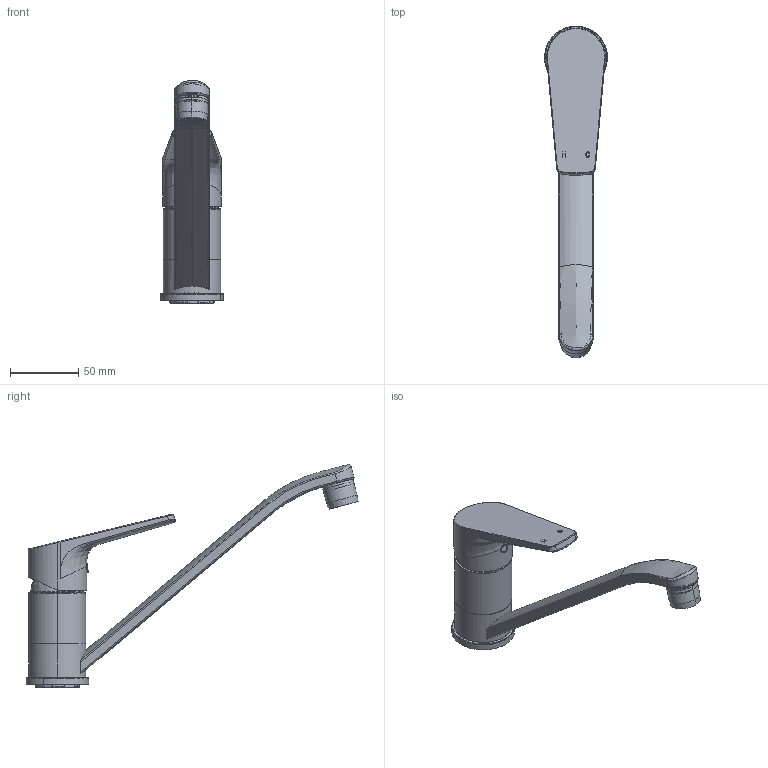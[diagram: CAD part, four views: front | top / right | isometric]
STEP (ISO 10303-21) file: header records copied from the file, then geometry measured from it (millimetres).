
FILE_DESCRIPTION(/* description */ (''),/* implementation_level */ '2;1');
FILE_NAME(/* name */ 'STEP - A075032422_9508811',/* time_stamp */ '2025-03-18T15:12:52+11:00',/* author */ (''),/* organization */ (''),/* preprocessor_version */ 'ST-DEVELOPER v16.5',/* originating_system */ 'Rhino 7.37',/* authorisation */ '');
FILE_SCHEMA (('AUTOMOTIVE_DESIGN'));
Length unit declared in the file: millimetre
Products named in the file (1): Document
Bounding box: 46 x 243.68 x 163.86 mm (x, y, z)
Volume: 37509.4 mm3
Topology: 6 solids, 18 shells, 2999 faces, 8904 edges, 5790 vertices
Faces by surface type: plane 2537, cylinder 256, bspline 206
Entity records: 103046 total; most frequent: CARTESIAN_POINT 42742, ORIENTED_EDGE 17430, EDGE_CURVE 8843, B_SPLINE_CURVE_WITH_KNOTS 8072, VERTEX_POINT 5743, EDGE_LOOP 4302, ADVANCED_FACE 2997, FACE_OUTER_BOUND 2997
